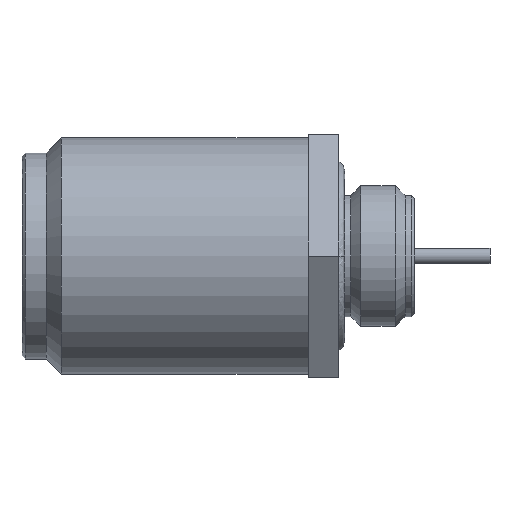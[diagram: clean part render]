
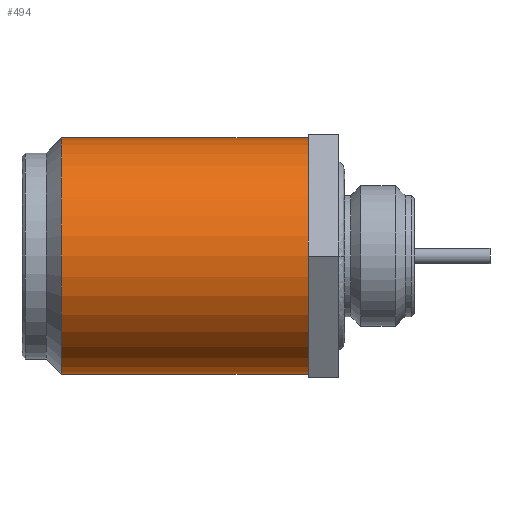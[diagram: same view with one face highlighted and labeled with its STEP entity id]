
A CAD part, front view. The second image highlights one B-rep face of the part: STEP entity #494.
In plain terms, the highlighted cylindrical face has radius 7.8 mm (diameter 15.6 mm), a partial arc.
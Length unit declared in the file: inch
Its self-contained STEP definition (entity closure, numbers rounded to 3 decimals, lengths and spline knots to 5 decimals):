
#60 = LINE ( 'NONE', #2805, #962 ) ;
#130 = EDGE_CURVE ( 'NONE', #4150, #1956, #2714, .T. ) ;
#301 = EDGE_CURVE ( 'NONE', #5878, #1008, #837, .T. ) ;
#494 = ADVANCED_FACE ( 'NONE', ( #4299 ), #683, .T. ) ;
#683 = CYLINDRICAL_SURFACE ( 'NONE', #3605, 0.30709 ) ;
#837 = CIRCLE ( 'NONE', #1114, 0.30709 ) ;
#962 = VECTOR ( 'NONE', #5233, 39.37008 ) ;
#1008 = VERTEX_POINT ( 'NONE', #6047 ) ;
#1049 = EDGE_LOOP ( 'NONE', ( #5888, #1681, #4127, #1445 ) ) ;
#1114 = AXIS2_PLACEMENT_3D ( 'NONE', #5778, #3886, #2980 ) ;
#1445 = ORIENTED_EDGE ( 'NONE', *, *, #301, .T. ) ;
#1653 = EDGE_CURVE ( 'NONE', #4150, #1008, #4097, .T. ) ;
#1681 = ORIENTED_EDGE ( 'NONE', *, *, #130, .T. ) ;
#1708 = DIRECTION ( 'NONE',  ( 1., 0., 0. ) ) ;
#1956 = VERTEX_POINT ( 'NONE', #4485 ) ;
#1996 = DIRECTION ( 'NONE',  ( 1., 0., 0. ) ) ;
#2619 = DIRECTION ( 'NONE',  ( 1., 0., 0. ) ) ;
#2714 = CIRCLE ( 'NONE', #6062, 0.30709 ) ;
#2805 = CARTESIAN_POINT ( 'NONE',  ( -0.06083, 0., -0.30709 ) ) ;
#2980 = DIRECTION ( 'NONE',  ( 0., 0., -1. ) ) ;
#3447 = CARTESIAN_POINT ( 'NONE',  ( 0.74409, 0., -0.30709 ) ) ;
#3548 = CARTESIAN_POINT ( 'NONE',  ( -0.06083, 0., 0.30709 ) ) ;
#3605 = AXIS2_PLACEMENT_3D ( 'NONE', #4361, #1996, #4334 ) ;
#3805 = CARTESIAN_POINT ( 'NONE',  ( 0.10236, 0., 0.30709 ) ) ;
#3886 = DIRECTION ( 'NONE',  ( -1., 0., 0. ) ) ;
#4097 = LINE ( 'NONE', #3548, #5504 ) ;
#4127 = ORIENTED_EDGE ( 'NONE', *, *, #4424, .T. ) ;
#4150 = VERTEX_POINT ( 'NONE', #3805 ) ;
#4299 = FACE_OUTER_BOUND ( 'NONE', #1049, .T. ) ;
#4334 = DIRECTION ( 'NONE',  ( 0., 0., -1. ) ) ;
#4361 = CARTESIAN_POINT ( 'NONE',  ( -0.06083, 0., 0. ) ) ;
#4424 = EDGE_CURVE ( 'NONE', #1956, #5878, #60, .T. ) ;
#4485 = CARTESIAN_POINT ( 'NONE',  ( 0.10236, 0., -0.30709 ) ) ;
#4505 = CARTESIAN_POINT ( 'NONE',  ( 0.10236, 0., 0. ) ) ;
#5233 = DIRECTION ( 'NONE',  ( 1., 0., 0. ) ) ;
#5444 = DIRECTION ( 'NONE',  ( 0., 0., -1. ) ) ;
#5504 = VECTOR ( 'NONE', #2619, 39.37008 ) ;
#5778 = CARTESIAN_POINT ( 'NONE',  ( 0.74409, 0., 0. ) ) ;
#5878 = VERTEX_POINT ( 'NONE', #3447 ) ;
#5888 = ORIENTED_EDGE ( 'NONE', *, *, #1653, .F. ) ;
#6047 = CARTESIAN_POINT ( 'NONE',  ( 0.74409, 0., 0.30709 ) ) ;
#6062 = AXIS2_PLACEMENT_3D ( 'NONE', #4505, #1708, #5444 ) ;
